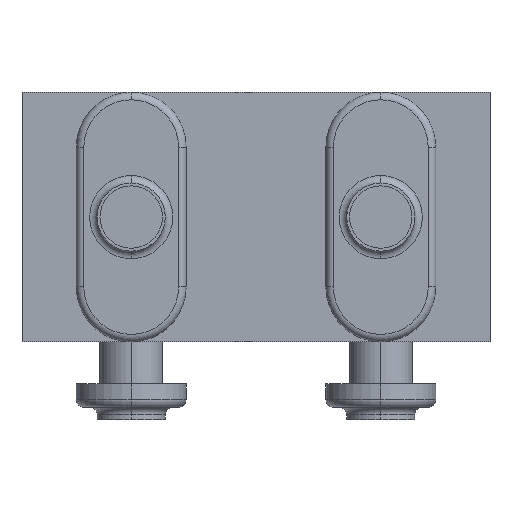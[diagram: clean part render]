
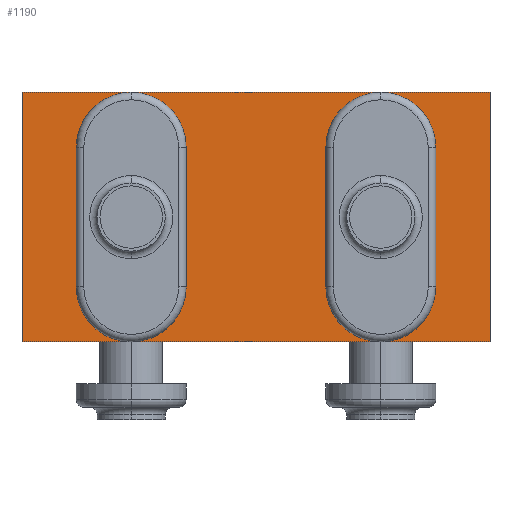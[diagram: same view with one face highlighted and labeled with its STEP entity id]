
A CAD part, front view. The second image highlights one B-rep face of the part: STEP entity #1190.
In plain terms, the highlighted planar face has unit normal (0, -1, 0).
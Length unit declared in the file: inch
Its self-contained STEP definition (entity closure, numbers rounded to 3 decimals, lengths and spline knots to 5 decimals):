
#12 = ORIENTED_EDGE ( 'NONE', *, *, #123, .F. ) ;
#23 = VERTEX_POINT ( 'NONE', #292 ) ;
#31 = ORIENTED_EDGE ( 'NONE', *, *, #1155, .T. ) ;
#46 = EDGE_CURVE ( 'NONE', #23, #2466, #426, .T. ) ;
#59 = EDGE_CURVE ( 'NONE', #108, #187, #499, .T. ) ;
#108 = VERTEX_POINT ( 'NONE', #934 ) ;
#123 = EDGE_CURVE ( 'NONE', #187, #108, #1012, .T. ) ;
#187 = VERTEX_POINT ( 'NONE', #1499 ) ;
#292 = CARTESIAN_POINT ( 'NONE',  ( 0.9375, 0., 1. ) ) ;
#384 = ORIENTED_EDGE ( 'NONE', *, *, #59, .F. ) ;
#426 = LINE ( 'NONE', #427, #428 ) ;
#427 = CARTESIAN_POINT ( 'NONE',  ( 0.9375, 0., 1. ) ) ;
#428 = VECTOR ( 'NONE', #429, 39.37008 ) ;
#429 = DIRECTION ( 'NONE',  ( 0., 0., -1. ) ) ;
#499 = CIRCLE ( 'NONE', #500, 0.1285 ) ;
#500 = AXIS2_PLACEMENT_3D ( 'NONE', #501, #502, #503 ) ;
#501 = CARTESIAN_POINT ( 'NONE',  ( 0.5, 0., 0.5 ) ) ;
#502 = DIRECTION ( 'NONE',  ( 0., -1., 0. ) ) ;
#503 = DIRECTION ( 'NONE',  ( 0., 0., -1. ) ) ;
#504 = CARTESIAN_POINT ( 'NONE',  ( 0.9375, 0., 0. ) ) ;
#554 = CARTESIAN_POINT ( 'NONE',  ( -0.5, 0., 0.6285 ) ) ;
#621 = LINE ( 'NONE', #622, #623 ) ;
#622 = CARTESIAN_POINT ( 'NONE',  ( -0.9375, 0., 1. ) ) ;
#623 = VECTOR ( 'NONE', #624, 39.37008 ) ;
#624 = DIRECTION ( 'NONE',  ( 0., 0., -1. ) ) ;
#686 = CARTESIAN_POINT ( 'NONE',  ( -0.9375, 0., 0. ) ) ;
#848 = LINE ( 'NONE', #849, #850 ) ;
#849 = CARTESIAN_POINT ( 'NONE',  ( -0.9375, 0., 0. ) ) ;
#850 = VECTOR ( 'NONE', #851, 39.37008 ) ;
#851 = DIRECTION ( 'NONE',  ( 1., 0., 0. ) ) ;
#863 = FACE_BOUND ( 'NONE', #1030, .T. ) ;
#864 = FACE_BOUND ( 'NONE', #2601, .T. ) ;
#865 = FACE_OUTER_BOUND ( 'NONE', #2463, .T. ) ;
#866 = PLANE ( 'NONE',  #867 ) ;
#867 = AXIS2_PLACEMENT_3D ( 'NONE', #868, #871, #872 ) ;
#868 = CARTESIAN_POINT ( 'NONE',  ( -0.9375, 0., 1. ) ) ;
#871 = DIRECTION ( 'NONE',  ( 0., -1., 0. ) ) ;
#872 = DIRECTION ( 'NONE',  ( 0., 0., -1. ) ) ;
#934 = CARTESIAN_POINT ( 'NONE',  ( 0.5, 0., 0.3715 ) ) ;
#941 = VERTEX_POINT ( 'NONE', #686 ) ;
#943 = CIRCLE ( 'NONE', #944, 0.1285 ) ;
#944 = AXIS2_PLACEMENT_3D ( 'NONE', #945, #946, #947 ) ;
#945 = CARTESIAN_POINT ( 'NONE',  ( -0.5, 0., 0.5 ) ) ;
#946 = DIRECTION ( 'NONE',  ( 0., -1., 0. ) ) ;
#947 = DIRECTION ( 'NONE',  ( 0., 0., -1. ) ) ;
#997 = CARTESIAN_POINT ( 'NONE',  ( -0.9375, 0., 1. ) ) ;
#1011 = CARTESIAN_POINT ( 'NONE',  ( -0.5, 0., 0.3715 ) ) ;
#1012 = CIRCLE ( 'NONE', #1013, 0.1285 ) ;
#1013 = AXIS2_PLACEMENT_3D ( 'NONE', #1014, #1015, #1016 ) ;
#1014 = CARTESIAN_POINT ( 'NONE',  ( 0.5, 0., 0.5 ) ) ;
#1015 = DIRECTION ( 'NONE',  ( 0., -1., 0. ) ) ;
#1016 = DIRECTION ( 'NONE',  ( 0., 0., -1. ) ) ;
#1030 = EDGE_LOOP ( 'NONE', ( #384, #12 ) ) ;
#1132 = LINE ( 'NONE', #1133, #1134 ) ;
#1133 = CARTESIAN_POINT ( 'NONE',  ( -0.9375, 0., 1. ) ) ;
#1134 = VECTOR ( 'NONE', #1138, 39.37008 ) ;
#1138 = DIRECTION ( 'NONE',  ( 1., 0., 0. ) ) ;
#1150 = CIRCLE ( 'NONE', #1151, 0.1285 ) ;
#1151 = AXIS2_PLACEMENT_3D ( 'NONE', #1152, #1153, #1156 ) ;
#1152 = CARTESIAN_POINT ( 'NONE',  ( -0.5, 0., 0.5 ) ) ;
#1153 = DIRECTION ( 'NONE',  ( 0., -1., 0. ) ) ;
#1155 = EDGE_CURVE ( 'NONE', #941, #2466, #848, .T. ) ;
#1156 = DIRECTION ( 'NONE',  ( 0., 0., -1. ) ) ;
#1190 = ADVANCED_FACE ( 'NONE', ( #863, #864, #865 ), #866, .T. ) ;
#1499 = CARTESIAN_POINT ( 'NONE',  ( 0.5, 0., 0.6285 ) ) ;
#2354 = VERTEX_POINT ( 'NONE', #1011 ) ;
#2373 = EDGE_CURVE ( 'NONE', #2471, #2354, #1150, .T. ) ;
#2441 = ORIENTED_EDGE ( 'NONE', *, *, #46, .F. ) ;
#2463 = EDGE_LOOP ( 'NONE', ( #2441, #2589, #2503, #31 ) ) ;
#2466 = VERTEX_POINT ( 'NONE', #504 ) ;
#2471 = VERTEX_POINT ( 'NONE', #554 ) ;
#2482 = ORIENTED_EDGE ( 'NONE', *, *, #2373, .F. ) ;
#2487 = EDGE_CURVE ( 'NONE', #2539, #941, #621, .T. ) ;
#2503 = ORIENTED_EDGE ( 'NONE', *, *, #2487, .T. ) ;
#2531 = EDGE_CURVE ( 'NONE', #2354, #2471, #943, .T. ) ;
#2539 = VERTEX_POINT ( 'NONE', #997 ) ;
#2554 = ORIENTED_EDGE ( 'NONE', *, *, #2531, .F. ) ;
#2558 = EDGE_CURVE ( 'NONE', #2539, #23, #1132, .T. ) ;
#2589 = ORIENTED_EDGE ( 'NONE', *, *, #2558, .F. ) ;
#2601 = EDGE_LOOP ( 'NONE', ( #2554, #2482 ) ) ;
